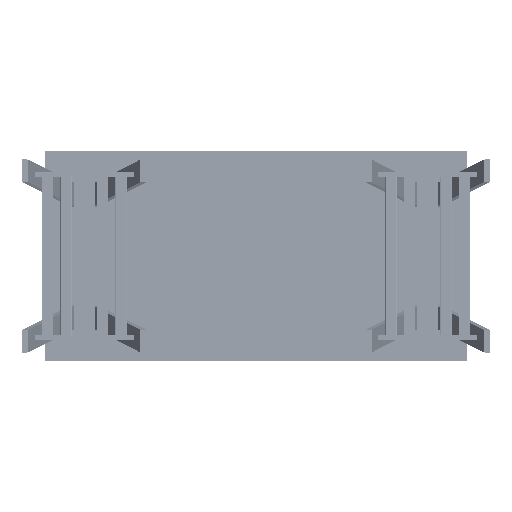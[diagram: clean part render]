
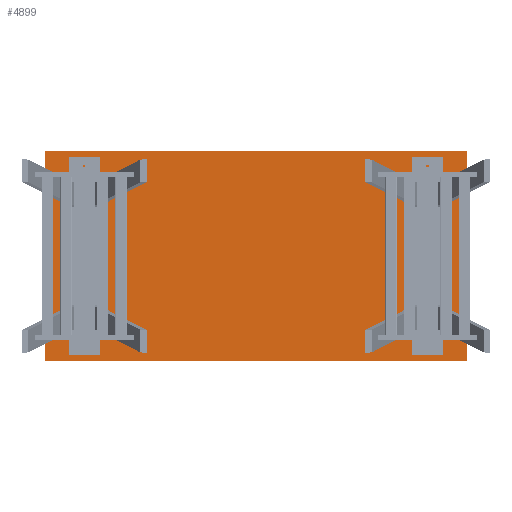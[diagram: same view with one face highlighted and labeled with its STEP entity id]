
A CAD part, front view. The second image highlights one B-rep face of the part: STEP entity #4899.
In plain terms, the highlighted planar face has unit normal (0, -1, 0).
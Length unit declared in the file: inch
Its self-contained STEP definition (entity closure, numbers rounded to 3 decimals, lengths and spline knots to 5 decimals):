
#334 = EDGE_CURVE ( 'NONE', #4551, #3361, #7264, .T. ) ;
#339 = EDGE_CURVE ( 'NONE', #4549, #3350, #7276, .T. ) ;
#341 = EDGE_CURVE ( 'NONE', #3361, #3350, #7280, .T. ) ;
#342 = EDGE_CURVE ( 'NONE', #4551, #4549, #7282, .T. ) ;
#2100 = CARTESIAN_POINT ( 'NONE',  ( -29.52756, 0., -14.70472 ) ) ;
#2109 = DIRECTION ( 'NONE',  ( 0., 0., 1. ) ) ;
#2120 = CARTESIAN_POINT ( 'NONE',  ( 29.52756, 0., -14.70472 ) ) ;
#2122 = DIRECTION ( 'NONE',  ( 0., 0., 1. ) ) ;
#2125 = CARTESIAN_POINT ( 'NONE',  ( -29.52756, 0., 14.70472 ) ) ;
#2126 = DIRECTION ( 'NONE',  ( 1., 0., 0. ) ) ;
#2509 = DIRECTION ( 'NONE',  ( 1., 0., 0. ) ) ;
#3124 = PLANE ( 'NONE',  #8760 ) ;
#3125 = CARTESIAN_POINT ( 'NONE',  ( -29.52756, 0., -14.70472 ) ) ;
#3130 = DIRECTION ( 'NONE',  ( 0., -1., 0. ) ) ;
#3131 = DIRECTION ( 'NONE',  ( 1., 0., 0. ) ) ;
#3350 = VERTEX_POINT ( 'NONE', #6796 ) ;
#3361 = VERTEX_POINT ( 'NONE', #6811 ) ;
#4549 = VERTEX_POINT ( 'NONE', #6900 ) ;
#4551 = VERTEX_POINT ( 'NONE', #6902 ) ;
#4899 = ADVANCED_FACE ( 'NONE', ( #9850 ), #3124, .T. ) ;
#6796 = CARTESIAN_POINT ( 'NONE',  ( 29.52756, 0., 14.70472 ) ) ;
#6811 = CARTESIAN_POINT ( 'NONE',  ( -29.52756, 0., 14.70472 ) ) ;
#6900 = CARTESIAN_POINT ( 'NONE',  ( 29.52756, 0., -14.70472 ) ) ;
#6902 = CARTESIAN_POINT ( 'NONE',  ( -29.52756, 0., -14.70472 ) ) ;
#7264 = LINE ( 'NONE', #2100, #7269 ) ;
#7269 = VECTOR ( 'NONE', #2109, 39.37008 ) ;
#7276 = LINE ( 'NONE', #2120, #7279 ) ;
#7279 = VECTOR ( 'NONE', #2122, 39.37008 ) ;
#7280 = LINE ( 'NONE', #2125, #7283 ) ;
#7282 = LINE ( 'NONE', #9187, #7285 ) ;
#7283 = VECTOR ( 'NONE', #2126, 39.37008 ) ;
#7285 = VECTOR ( 'NONE', #2509, 39.37008 ) ;
#8760 = AXIS2_PLACEMENT_3D ( 'NONE', #3125, #3130, #3131 ) ;
#9187 = CARTESIAN_POINT ( 'NONE',  ( -29.52756, 0., -14.70472 ) ) ;
#9850 = FACE_OUTER_BOUND ( 'NONE', #11985, .T. ) ;
#11985 = EDGE_LOOP ( 'NONE', ( #12131, #12132, #12133, #12134 ) ) ;
#12131 = ORIENTED_EDGE ( 'NONE', *, *, #341, .F. ) ;
#12132 = ORIENTED_EDGE ( 'NONE', *, *, #334, .F. ) ;
#12133 = ORIENTED_EDGE ( 'NONE', *, *, #342, .T. ) ;
#12134 = ORIENTED_EDGE ( 'NONE', *, *, #339, .T. ) ;
